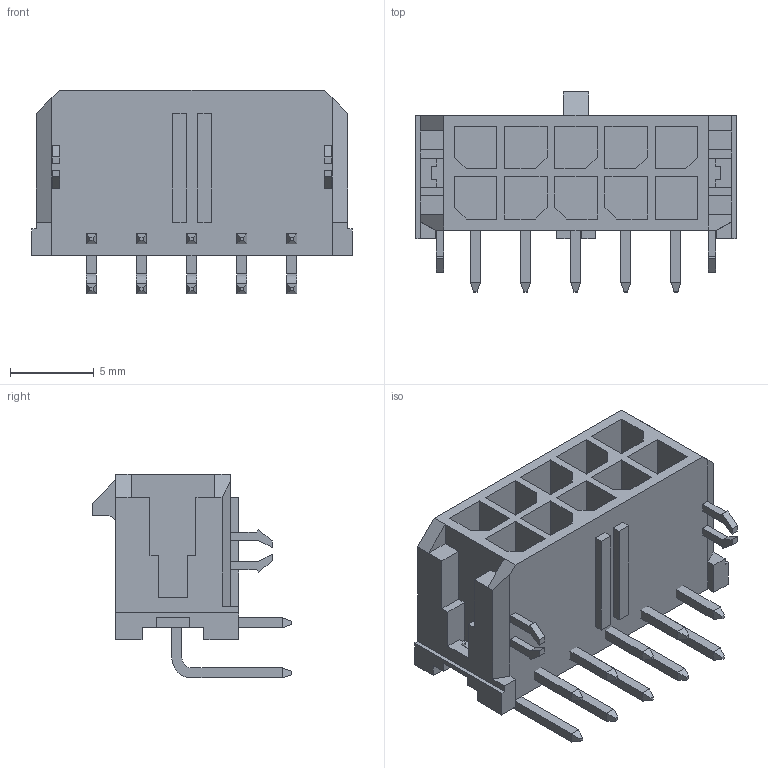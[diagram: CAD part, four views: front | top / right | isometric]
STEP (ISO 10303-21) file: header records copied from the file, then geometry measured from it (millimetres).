
FILE_DESCRIPTION (( 'STEP AP214' ), '1' );
FILE_NAME ('User Library-Microfit_10.STEP', '2019-12-27T09:55:33', ( '' ), ( '' ), 'SwSTEP 2.0', 'SolidWorks 2019', '' );
FILE_SCHEMA (( 'AUTOMOTIVE_DESIGN' ));
Length unit declared in the file: millimetre
Products named in the file (3): User Library-Microfit_10; korpus; pin
Assembly tree (2 placements, depth 2):
  User Library-Microfit_10
    korpus
    pin
Bounding box: 19.15 x 11.95 x 12.2 mm (x, y, z)
Volume: 763.2 mm3; surface area: 1737.2 mm2
Topology: 11 solids, 11 shells, 361 faces, 916 edges, 594 vertices
Faces by surface type: plane 350, cylinder 11
Entity records: 14754 total; most frequent: CARTESIAN_POINT 1876, ORIENTED_EDGE 1832, DIRECTION 1670, EDGE_CURVE 916, LINE 894, VECTOR 894, VERTEX_POINT 594, AXIS2_PLACEMENT_3D 388
